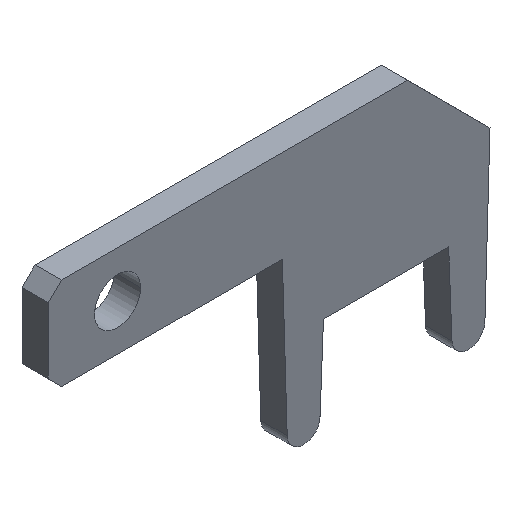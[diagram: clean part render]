
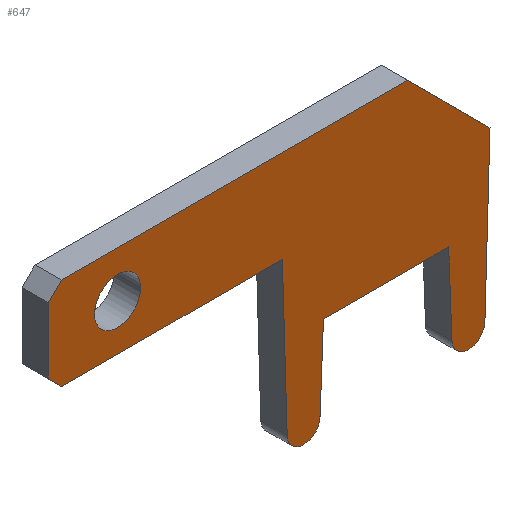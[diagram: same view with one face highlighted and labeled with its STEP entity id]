
A CAD part, isometric view. The second image highlights one B-rep face of the part: STEP entity #647.
In plain terms, the highlighted planar face has unit normal (0, -1, 0).
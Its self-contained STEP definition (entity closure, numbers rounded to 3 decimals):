
#132=CARTESIAN_POINT('',(-7.445,-0.4,4.6));
#133=VERTEX_POINT('',#132);
#149=CARTESIAN_POINT('',(-8.845,-0.4,4.6));
#150=VERTEX_POINT('',#149);
#157=CARTESIAN_POINT('',(-8.145,-0.4,4.6));
#158=DIRECTION('',(0.0,1.0,0.0));
#159=DIRECTION('',(1.0,0.0,0.0));
#160=AXIS2_PLACEMENT_3D('',#157,#158,#159);
#161=CIRCLE('',#160,0.7);
#162=EDGE_CURVE('',#133,#150,#161,.T.);
#172=CARTESIAN_POINT('',(-9.845,-0.4,3.2));
#173=VERTEX_POINT('',#172);
#174=CARTESIAN_POINT('',(-10.245,-0.4,3.6));
#175=VERTEX_POINT('',#174);
#176=CARTESIAN_POINT('',(-9.845,-0.4,3.2));
#177=DIRECTION('',(-0.707,0.,0.707));
#178=VECTOR('',#177,0.566);
#179=LINE('',#176,#178);
#180=EDGE_CURVE('',#173,#175,#179,.T.);
#328=CARTESIAN_POINT('',(-10.245,-0.4,5.6));
#329=VERTEX_POINT('',#328);
#330=CARTESIAN_POINT('',(-10.245,-0.4,5.6));
#331=DIRECTION('',(0.0,0.0,-1.0));
#332=VECTOR('',#331,2.);
#333=LINE('',#330,#332);
#334=EDGE_CURVE('',#329,#175,#333,.T.);
#351=CARTESIAN_POINT('',(-9.845,-0.4,6.));
#352=VERTEX_POINT('',#351);
#353=CARTESIAN_POINT('',(-10.245,-0.4,5.6));
#354=DIRECTION('',(0.707,0.,0.707));
#355=VECTOR('',#354,0.566);
#356=LINE('',#353,#355);
#357=EDGE_CURVE('',#329,#352,#356,.T.);
#376=CARTESIAN_POINT('',(-8.145,-0.4,4.6));
#377=DIRECTION('',(0.0,1.0,0.0));
#378=DIRECTION('',(1.0,0.0,0.0));
#379=AXIS2_PLACEMENT_3D('',#376,#377,#378);
#380=CIRCLE('',#379,0.7);
#381=EDGE_CURVE('',#150,#133,#380,.T.);
#394=CARTESIAN_POINT('',(0.655,-0.4,6.));
#395=VERTEX_POINT('',#394);
#396=CARTESIAN_POINT('',(0.655,-0.4,6.));
#397=DIRECTION('',(-1.0,0.0,0.0));
#398=VECTOR('',#397,10.5);
#399=LINE('',#396,#398);
#400=EDGE_CURVE('',#395,#352,#399,.T.);
#418=CARTESIAN_POINT('',(3.155,-0.4,3.5));
#419=VERTEX_POINT('',#418);
#420=CARTESIAN_POINT('',(3.155,-0.4,3.5));
#421=DIRECTION('',(-0.707,0.,0.707));
#422=VECTOR('',#421,3.536);
#423=LINE('',#420,#422);
#424=EDGE_CURVE('',#419,#395,#423,.T.);
#442=CARTESIAN_POINT('',(3.,-0.4,-1.515));
#443=VERTEX_POINT('',#442);
#444=CARTESIAN_POINT('',(3.,-0.4,-1.515));
#445=DIRECTION('',(0.031,0.,1.));
#446=VECTOR('',#445,5.018);
#447=LINE('',#444,#446);
#448=EDGE_CURVE('',#443,#419,#447,.T.);
#466=CARTESIAN_POINT('',(2.,-0.4,-1.52));
#467=VERTEX_POINT('',#466);
#468=CARTESIAN_POINT('',(2.5,-0.4,-1.5));
#469=DIRECTION('',(0.,-1.,0.));
#470=DIRECTION('',(-0.999,0.,-0.04));
#471=AXIS2_PLACEMENT_3D('',#468,#469,#470);
#472=CIRCLE('',#471,0.5);
#473=EDGE_CURVE('',#467,#443,#472,.T.);
#491=CARTESIAN_POINT('',(1.9,-0.4,1.));
#492=VERTEX_POINT('',#491);
#493=CARTESIAN_POINT('',(1.9,-0.4,1.));
#494=DIRECTION('',(0.04,0.,-0.999));
#495=VECTOR('',#494,2.522);
#496=LINE('',#493,#495);
#497=EDGE_CURVE('',#492,#467,#496,.T.);
#515=CARTESIAN_POINT('',(-1.9,-0.4,1.));
#516=VERTEX_POINT('',#515);
#517=CARTESIAN_POINT('',(-1.9,-0.4,1.));
#518=DIRECTION('',(1.0,0.0,0.0));
#519=VECTOR('',#518,3.8);
#520=LINE('',#517,#519);
#521=EDGE_CURVE('',#516,#492,#520,.T.);
#539=CARTESIAN_POINT('',(-2.,-0.4,-1.52));
#540=VERTEX_POINT('',#539);
#541=CARTESIAN_POINT('',(-2.,-0.4,-1.52));
#542=DIRECTION('',(0.04,0.,0.999));
#543=VECTOR('',#542,2.522);
#544=LINE('',#541,#543);
#545=EDGE_CURVE('',#540,#516,#544,.T.);
#563=CARTESIAN_POINT('',(-3.,-0.4,-1.515));
#564=VERTEX_POINT('',#563);
#565=CARTESIAN_POINT('',(-2.5,-0.4,-1.5));
#566=DIRECTION('',(0.,-1.0,0.));
#567=DIRECTION('',(-1.,0.,-0.031));
#568=AXIS2_PLACEMENT_3D('',#565,#566,#567);
#569=CIRCLE('',#568,0.5);
#570=EDGE_CURVE('',#564,#540,#569,.T.);
#588=CARTESIAN_POINT('',(-3.145,-0.4,3.2));
#589=VERTEX_POINT('',#588);
#590=CARTESIAN_POINT('',(-3.145,-0.4,3.2));
#591=DIRECTION('',(0.031,0.,-1.));
#592=VECTOR('',#591,4.718);
#593=LINE('',#590,#592);
#594=EDGE_CURVE('',#589,#564,#593,.T.);
#614=CARTESIAN_POINT('',(-9.845,-0.4,3.2));
#615=DIRECTION('',(1.0,0.0,0.0));
#616=VECTOR('',#615,6.7);
#617=LINE('',#614,#616);
#618=EDGE_CURVE('',#173,#589,#617,.T.);
#623=CARTESIAN_POINT('',(-10.915,-0.4,-2.4));
#624=DIRECTION('',(0.0,-1.0,0.0));
#625=DIRECTION('',(1.0,0.0,0.0));
#626=AXIS2_PLACEMENT_3D('',#623,#624,#625);
#627=PLANE('',#626);
#628=ORIENTED_EDGE('',*,*,#180,.F.);
#629=ORIENTED_EDGE('',*,*,#618,.T.);
#630=ORIENTED_EDGE('',*,*,#594,.T.);
#631=ORIENTED_EDGE('',*,*,#570,.T.);
#632=ORIENTED_EDGE('',*,*,#545,.T.);
#633=ORIENTED_EDGE('',*,*,#521,.T.);
#634=ORIENTED_EDGE('',*,*,#497,.T.);
#635=ORIENTED_EDGE('',*,*,#473,.T.);
#636=ORIENTED_EDGE('',*,*,#448,.T.);
#637=ORIENTED_EDGE('',*,*,#424,.T.);
#638=ORIENTED_EDGE('',*,*,#400,.T.);
#639=ORIENTED_EDGE('',*,*,#357,.F.);
#640=ORIENTED_EDGE('',*,*,#334,.T.);
#641=EDGE_LOOP('',(#628,#629,#630,#631,#632,#633,#634,#635,#636,#637,#638,#639,#640));
#642=FACE_OUTER_BOUND('',#641,.T.);
#643=ORIENTED_EDGE('',*,*,#162,.T.);
#644=ORIENTED_EDGE('',*,*,#381,.T.);
#645=EDGE_LOOP('',(#643,#644));
#646=FACE_BOUND('',#645,.T.);
#647=ADVANCED_FACE('',(#642,#646),#627,.T.);
